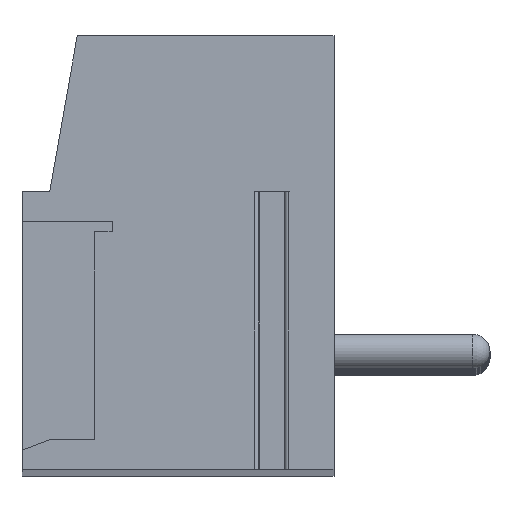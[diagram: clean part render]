
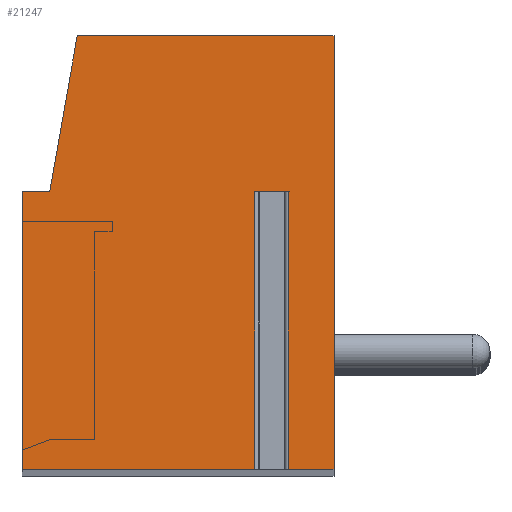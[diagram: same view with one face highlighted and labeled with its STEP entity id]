
A CAD part, top view. The second image highlights one B-rep face of the part: STEP entity #21247.
In plain terms, the highlighted planar face has unit normal (0, 0, 1).
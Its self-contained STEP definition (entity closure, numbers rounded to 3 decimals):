
#13=DIRECTION('',(-1.,0.,0.));
#14=VECTOR('',#13,0.958);
#15=CARTESIAN_POINT('',(3.179,1.75,112.5));
#16=LINE('',#15,#14);
#17=DIRECTION('',(0.,-1.,0.));
#18=VECTOR('',#17,8.);
#19=CARTESIAN_POINT('',(2.221,1.75,112.5));
#20=LINE('',#19,#18);
#21=DIRECTION('',(1.,0.,0.));
#22=VECTOR('',#21,6.721);
#23=CARTESIAN_POINT('',(-4.5,-6.25,112.5));
#24=LINE('',#23,#22);
#25=DIRECTION('',(0.,-1.,0.));
#26=VECTOR('',#25,8.);
#27=CARTESIAN_POINT('',(-4.5,1.75,112.5));
#28=LINE('',#27,#26);
#29=DIRECTION('',(-1.,0.,0.));
#30=VECTOR('',#29,0.8);
#31=CARTESIAN_POINT('',(-3.7,1.75,112.5));
#32=LINE('',#31,#30);
#33=DIRECTION('',(-0.174,-0.985,0.));
#34=VECTOR('',#33,4.569);
#35=CARTESIAN_POINT('',(-2.907,6.25,112.5));
#36=LINE('',#35,#34);
#37=DIRECTION('',(-1.,0.,0.));
#38=VECTOR('',#37,7.407);
#39=CARTESIAN_POINT('',(4.5,6.25,112.5));
#40=LINE('',#39,#38);
#41=DIRECTION('',(0.,1.,0.));
#42=VECTOR('',#41,12.5);
#43=CARTESIAN_POINT('',(4.5,-6.25,112.5));
#44=LINE('',#43,#42);
#45=DIRECTION('',(1.,0.,0.));
#46=VECTOR('',#45,1.321);
#47=CARTESIAN_POINT('',(3.179,-6.25,112.5));
#48=LINE('',#47,#46);
#49=DIRECTION('',(0.,-1.,0.));
#50=VECTOR('',#49,8.);
#51=CARTESIAN_POINT('',(3.179,1.75,112.5));
#52=LINE('',#51,#50);
#16853=CARTESIAN_POINT('',(-2.907,6.25,112.5));
#16854=CARTESIAN_POINT('',(-3.7,1.75,112.5));
#16855=VERTEX_POINT('',#16853);
#16856=VERTEX_POINT('',#16854);
#16857=CARTESIAN_POINT('',(-4.5,1.75,112.5));
#16858=VERTEX_POINT('',#16857);
#16859=CARTESIAN_POINT('',(-4.5,-6.25,112.5));
#16860=VERTEX_POINT('',#16859);
#16861=CARTESIAN_POINT('',(4.5,-6.25,112.5));
#16862=CARTESIAN_POINT('',(4.5,6.25,112.5));
#16863=VERTEX_POINT('',#16861);
#16864=VERTEX_POINT('',#16862);
#16921=CARTESIAN_POINT('',(3.179,1.75,112.5));
#16922=CARTESIAN_POINT('',(2.221,1.75,112.5));
#16923=VERTEX_POINT('',#16921);
#16924=VERTEX_POINT('',#16922);
#16925=CARTESIAN_POINT('',(3.179,-6.25,112.5));
#16926=VERTEX_POINT('',#16925);
#16927=CARTESIAN_POINT('',(2.221,-6.25,112.5));
#16928=VERTEX_POINT('',#16927);
#21220=CARTESIAN_POINT('',(0.,0.,112.5));
#21221=DIRECTION('',(0.,0.,1.));
#21222=DIRECTION('',(1.,0.,0.));
#21223=AXIS2_PLACEMENT_3D('',#21220,#21221,#21222);
#21224=PLANE('',#21223);
#21226=ORIENTED_EDGE('',*,*,#21225,.T.);
#21228=ORIENTED_EDGE('',*,*,#21227,.T.);
#21230=ORIENTED_EDGE('',*,*,#21229,.F.);
#21232=ORIENTED_EDGE('',*,*,#21231,.F.);
#21234=ORIENTED_EDGE('',*,*,#21233,.F.);
#21236=ORIENTED_EDGE('',*,*,#21235,.F.);
#21238=ORIENTED_EDGE('',*,*,#21237,.F.);
#21240=ORIENTED_EDGE('',*,*,#21239,.F.);
#21242=ORIENTED_EDGE('',*,*,#21241,.F.);
#21244=ORIENTED_EDGE('',*,*,#21243,.F.);
#21245=EDGE_LOOP('',(#21226,#21228,#21230,#21232,#21234,#21236,#21238,#21240,
#21242,#21244));
#21246=FACE_OUTER_BOUND('',#21245,.F.);
#21225=EDGE_CURVE('',#16923,#16924,#16,.T.);
#21227=EDGE_CURVE('',#16924,#16928,#20,.T.);
#21229=EDGE_CURVE('',#16860,#16928,#24,.T.);
#21231=EDGE_CURVE('',#16858,#16860,#28,.T.);
#21233=EDGE_CURVE('',#16856,#16858,#32,.T.);
#21235=EDGE_CURVE('',#16855,#16856,#36,.T.);
#21237=EDGE_CURVE('',#16864,#16855,#40,.T.);
#21239=EDGE_CURVE('',#16863,#16864,#44,.T.);
#21241=EDGE_CURVE('',#16926,#16863,#48,.T.);
#21243=EDGE_CURVE('',#16923,#16926,#52,.T.);
#21247=ADVANCED_FACE('',(#21246),#21224,.T.);
